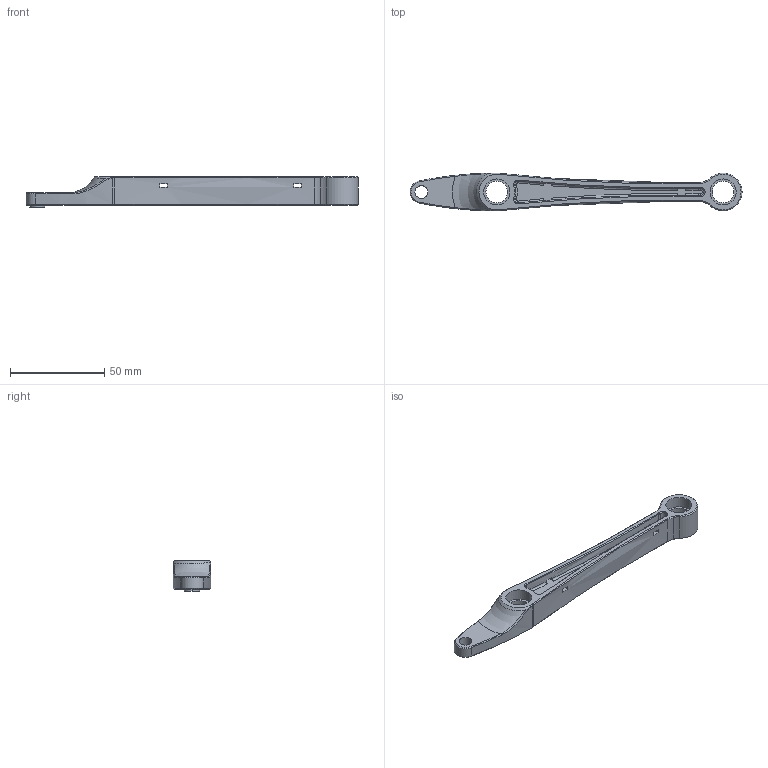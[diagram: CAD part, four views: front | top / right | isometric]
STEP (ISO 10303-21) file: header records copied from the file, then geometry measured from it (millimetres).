
FILE_DESCRIPTION (( 'STEP AP203' ), '1' );
FILE_NAME ('link3.STEP', '2025-05-01T23:52:31', ( '' ), ( '' ), 'SwSTEP 2.0', 'SolidWorks 2023', '' );
FILE_SCHEMA (( 'CONFIG_CONTROL_DESIGN' ));
Length unit declared in the file: centimetre
Products named in the file (1): link3
Bounding box: 176 x 20 x 16 mm (x, y, z)
Volume: 21405.8 mm3; surface area: 12916.2 mm2
Topology: 1 solids, 1 shells, 129 faces, 327 edges, 203 vertices
Faces by surface type: cylinder 50, cone 36, plane 23, torus 16, bspline 4
Entity records: 4350 total; most frequent: CARTESIAN_POINT 1037, DIRECTION 741, ORIENTED_EDGE 654, EDGE_CURVE 327, AXIS2_PLACEMENT_3D 309, VERTEX_POINT 203, CIRCLE 183, EDGE_LOOP 146
